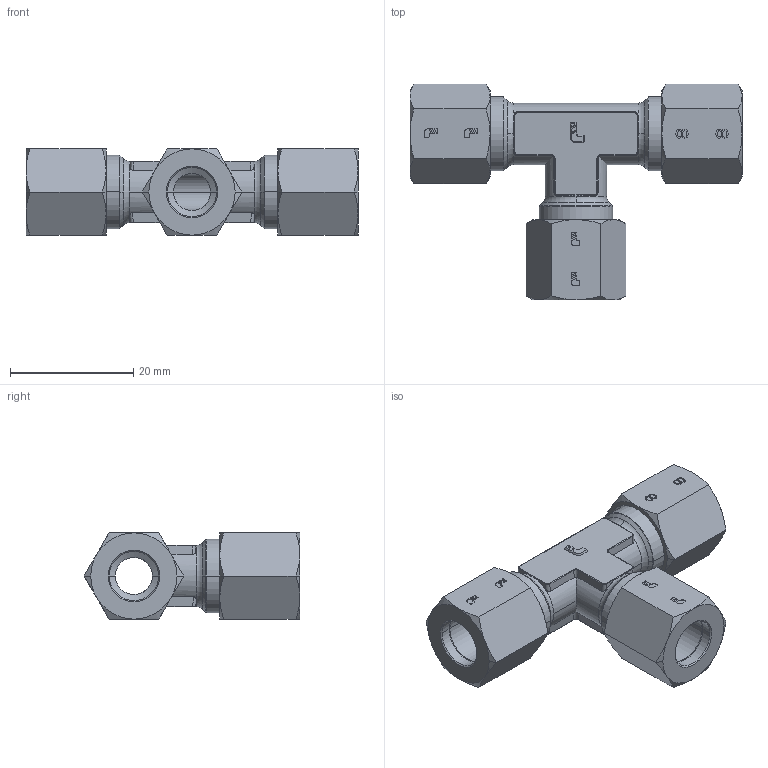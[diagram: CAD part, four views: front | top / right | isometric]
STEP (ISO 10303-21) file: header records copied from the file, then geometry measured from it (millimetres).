
FILE_DESCRIPTION(('STEP AP214'),'1');
FILE_NAME('1804_08_00.stp','2016-07-07T14:24:28',('TraceParts'),('TraceParts S.A.'),'Spatial InterOp 3D',' ',' ');
FILE_SCHEMA(('automotive_design'));
Length unit declared in the file: millimetre
Products named in the file (7): 1804-08-00_asm|1804-08-00U:1#1804-08-00U;1804-08-00U; 1804-08-00_asm|1824-08-00:1#1824-08-00;1824-08-00; 1804-08-00_asm|1824-08-00:2#1824-08-00;1824-08-00; 1804-08-00_asm|1824-08-00:3#1824-08-00;1824-08-00; 1804-08-00_asm|1810-08-00:1#1810-08-00;1810-08-00; 1804-08-00_asm|1810-08-00:2#1810-08-00;1810-08-00; 1804-08-00_asm|1810-08-00:3#1810-08-00;1810-08-00
Bounding box: 53.9 x 35.03 x 14 mm (x, y, z)
Volume: 7045.7 mm3; surface area: 8254.7 mm2
Topology: 7 solids, 7 shells, 1080 faces, 2907 edges, 1881 vertices
Faces by surface type: plane 722, cylinder 182, cone 130, torus 38, bspline 8
Entity records: 42840 total; most frequent: CARTESIAN_POINT 6761, ORIENTED_EDGE 5814, DIRECTION 5538, EDGE_CURVE 2907, LINE 2210, VECTOR 2210, VERTEX_POINT 1881, AXIS2_PLACEMENT_3D 1664
